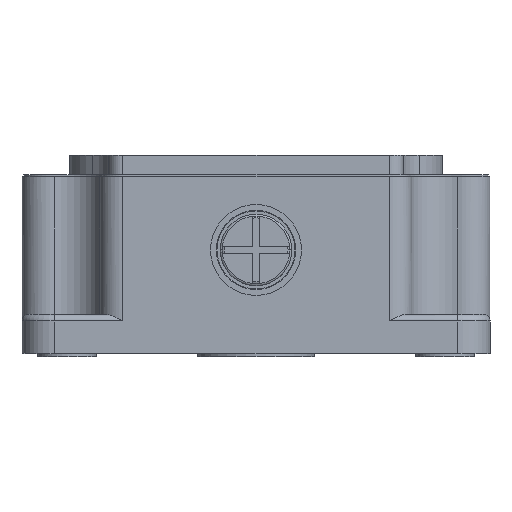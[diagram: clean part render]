
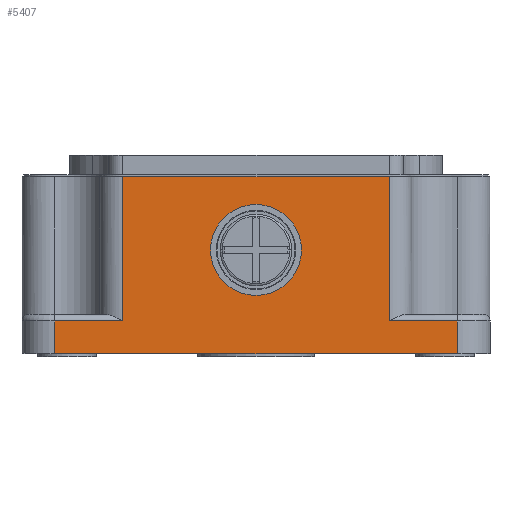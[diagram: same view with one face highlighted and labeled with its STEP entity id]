
A CAD part, front view. The second image highlights one B-rep face of the part: STEP entity #5407.
In plain terms, the highlighted planar face has unit normal (0, -1, 0).
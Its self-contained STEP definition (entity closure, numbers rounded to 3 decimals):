
#495 = EDGE_CURVE ( 'NONE', #1122, #9389, #3302, .T. ) ;
#1084 = DIRECTION ( 'NONE',  ( -1., 0., 0. ) ) ;
#1122 = VERTEX_POINT ( 'NONE', #12243 ) ;
#1317 = CARTESIAN_POINT ( 'NONE',  ( 102.754, -33.847, 27.2 ) ) ;
#1366 = LINE ( 'NONE', #10941, #6560 ) ;
#1558 = CARTESIAN_POINT ( 'NONE',  ( 102.754, -33.847, 27.5 ) ) ;
#1758 = LINE ( 'NONE', #6655, #2357 ) ;
#1890 = VERTEX_POINT ( 'NONE', #11429 ) ;
#2124 = DIRECTION ( 'NONE',  ( 0., 1., 0. ) ) ;
#2245 = CARTESIAN_POINT ( 'NONE',  ( 92.254, -33.847, 6. ) ) ;
#2305 = CARTESIAN_POINT ( 'NONE',  ( 123.254, -33.847, 15.93 ) ) ;
#2357 = VECTOR ( 'NONE', #5431, 1000. ) ;
#2606 = CARTESIAN_POINT ( 'NONE',  ( 92.254, -33.847, 0. ) ) ;
#3302 = CIRCLE ( 'NONE', #11377, 7. ) ;
#3386 = CARTESIAN_POINT ( 'NONE',  ( 92.254, -33.847, 5. ) ) ;
#3422 = DIRECTION ( 'NONE',  ( 0., 0., 1. ) ) ;
#3433 = DIRECTION ( 'NONE',  ( 0., 0., -1. ) ) ;
#3702 = EDGE_CURVE ( 'NONE', #5834, #9302, #5012, .T. ) ;
#3908 = EDGE_CURVE ( 'NONE', #9302, #12056, #10510, .T. ) ;
#4048 = VECTOR ( 'NONE', #12059, 1000. ) ;
#4125 = EDGE_CURVE ( 'NONE', #12216, #9280, #1758, .T. ) ;
#4134 = ORIENTED_EDGE ( 'NONE', *, *, #4125, .F. ) ;
#4422 = PLANE ( 'NONE',  #10629 ) ;
#4533 = DIRECTION ( 'NONE',  ( 0., 0., -1. ) ) ;
#4576 = CARTESIAN_POINT ( 'NONE',  ( 92.254, -33.847, 6. ) ) ;
#4800 = CARTESIAN_POINT ( 'NONE',  ( 92.254, -33.847, 5. ) ) ;
#4839 = DIRECTION ( 'NONE',  ( 0., -1., 0. ) ) ;
#5012 = LINE ( 'NONE', #1558, #4048 ) ;
#5407 = ADVANCED_FACE ( 'NONE', ( #13905, #6712 ), #4422, .F. ) ;
#5431 = DIRECTION ( 'NONE',  ( 0., 0., -1. ) ) ;
#5720 = CARTESIAN_POINT ( 'NONE',  ( 143.754, -33.847, 5. ) ) ;
#5834 = VERTEX_POINT ( 'NONE', #1317 ) ;
#6272 = VECTOR ( 'NONE', #1084, 1000. ) ;
#6498 = VERTEX_POINT ( 'NONE', #2606 ) ;
#6560 = VECTOR ( 'NONE', #13285, 1000. ) ;
#6655 = CARTESIAN_POINT ( 'NONE',  ( 143.754, -33.847, 27.5 ) ) ;
#6712 = FACE_OUTER_BOUND ( 'NONE', #10086, .T. ) ;
#6912 = EDGE_CURVE ( 'NONE', #11688, #9280, #1366, .T. ) ;
#7244 = EDGE_CURVE ( 'NONE', #11688, #1890, #9052, .T. ) ;
#7442 = ORIENTED_EDGE ( 'NONE', *, *, #13013, .T. ) ;
#7461 = CARTESIAN_POINT ( 'NONE',  ( 123.254, -33.847, 8.93 ) ) ;
#7535 = DIRECTION ( 'NONE',  ( 1., 0., 0. ) ) ;
#9042 = ORIENTED_EDGE ( 'NONE', *, *, #495, .F. ) ;
#9052 = LINE ( 'NONE', #14566, #14250 ) ;
#9241 = CIRCLE ( 'NONE', #11939, 7. ) ;
#9280 = VERTEX_POINT ( 'NONE', #5720 ) ;
#9302 = VERTEX_POINT ( 'NONE', #14425 ) ;
#9389 = VERTEX_POINT ( 'NONE', #7461 ) ;
#10029 = ORIENTED_EDGE ( 'NONE', *, *, #13387, .T. ) ;
#10086 = EDGE_LOOP ( 'NONE', ( #13970, #12752, #14451, #10029, #7442, #11914, #14748, #4134 ) ) ;
#10125 = DIRECTION ( 'NONE',  ( 0., 0., -1. ) ) ;
#10163 = CARTESIAN_POINT ( 'NONE',  ( 154.254, -33.847, 5. ) ) ;
#10366 = CARTESIAN_POINT ( 'NONE',  ( 143.754, -33.847, 27.2 ) ) ;
#10368 = DIRECTION ( 'NONE',  ( 0., 0., -1. ) ) ;
#10392 = CARTESIAN_POINT ( 'NONE',  ( 92.254, -33.847, 0. ) ) ;
#10417 = CARTESIAN_POINT ( 'NONE',  ( 123.254, -33.847, 15.93 ) ) ;
#10510 = LINE ( 'NONE', #3386, #6272 ) ;
#10629 = AXIS2_PLACEMENT_3D ( 'NONE', #4576, #2124, #3422 ) ;
#10941 = CARTESIAN_POINT ( 'NONE',  ( 92.254, -33.847, 5. ) ) ;
#11282 = CARTESIAN_POINT ( 'NONE',  ( 102.754, -33.847, 27.2 ) ) ;
#11350 = EDGE_CURVE ( 'NONE', #9389, #1122, #9241, .T. ) ;
#11377 = AXIS2_PLACEMENT_3D ( 'NONE', #2305, #4839, #4533 ) ;
#11378 = LINE ( 'NONE', #2245, #14515 ) ;
#11429 = CARTESIAN_POINT ( 'NONE',  ( 154.254, -33.847, 0. ) ) ;
#11688 = VERTEX_POINT ( 'NONE', #10163 ) ;
#11914 = ORIENTED_EDGE ( 'NONE', *, *, #7244, .F. ) ;
#11939 = AXIS2_PLACEMENT_3D ( 'NONE', #10417, #14916, #3433 ) ;
#12056 = VERTEX_POINT ( 'NONE', #4800 ) ;
#12059 = DIRECTION ( 'NONE',  ( 0., 0., -1. ) ) ;
#12116 = VECTOR ( 'NONE', #7535, 1000. ) ;
#12171 = ORIENTED_EDGE ( 'NONE', *, *, #11350, .F. ) ;
#12210 = LINE ( 'NONE', #11282, #12116 ) ;
#12216 = VERTEX_POINT ( 'NONE', #10366 ) ;
#12243 = CARTESIAN_POINT ( 'NONE',  ( 123.254, -33.847, 22.93 ) ) ;
#12752 = ORIENTED_EDGE ( 'NONE', *, *, #3702, .T. ) ;
#12828 = LINE ( 'NONE', #10392, #14732 ) ;
#13013 = EDGE_CURVE ( 'NONE', #6498, #1890, #12828, .T. ) ;
#13285 = DIRECTION ( 'NONE',  ( -1., 0., 0. ) ) ;
#13387 = EDGE_CURVE ( 'NONE', #12056, #6498, #11378, .T. ) ;
#13905 = FACE_BOUND ( 'NONE', #14170, .T. ) ;
#13970 = ORIENTED_EDGE ( 'NONE', *, *, #14494, .F. ) ;
#14170 = EDGE_LOOP ( 'NONE', ( #12171, #9042 ) ) ;
#14250 = VECTOR ( 'NONE', #10125, 1000. ) ;
#14425 = CARTESIAN_POINT ( 'NONE',  ( 102.754, -33.847, 5. ) ) ;
#14451 = ORIENTED_EDGE ( 'NONE', *, *, #3908, .T. ) ;
#14494 = EDGE_CURVE ( 'NONE', #5834, #12216, #12210, .T. ) ;
#14515 = VECTOR ( 'NONE', #10368, 1000. ) ;
#14566 = CARTESIAN_POINT ( 'NONE',  ( 154.254, -33.847, 6. ) ) ;
#14732 = VECTOR ( 'NONE', #15047, 1000. ) ;
#14748 = ORIENTED_EDGE ( 'NONE', *, *, #6912, .T. ) ;
#14916 = DIRECTION ( 'NONE',  ( 0., -1., 0. ) ) ;
#15047 = DIRECTION ( 'NONE',  ( 1., 0., 0. ) ) ;
